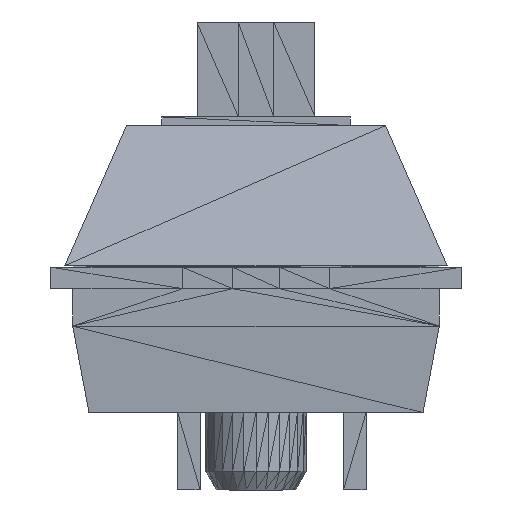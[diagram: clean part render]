
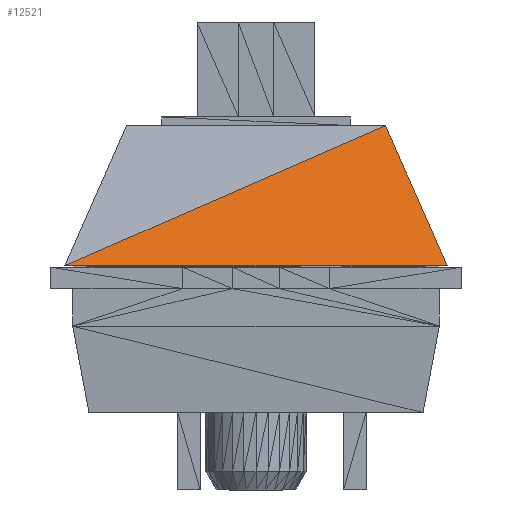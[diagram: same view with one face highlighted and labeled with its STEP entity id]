
A CAD part, front view. The second image highlights one B-rep face of the part: STEP entity #12521.
In plain terms, the highlighted planar face has unit normal (0, -0.938, 0.347).
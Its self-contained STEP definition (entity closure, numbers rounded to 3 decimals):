
#5987 = VERTEX_POINT('',#5988);
#5988 = CARTESIAN_POINT('',(4.935,-5.31,
    10.95));
#6002 = PLANE('',#6003);
#6003 = AXIS2_PLACEMENT_3D('',#6004,#6005,#6006);
#6004 = CARTESIAN_POINT('',(-1.815,-5.969,
    9.169));
#6005 = DIRECTION('',(0.,-0.938,0.347)
  );
#6006 = DIRECTION('',(0.,-0.347,-0.938));
#11944 = VERTEX_POINT('',#11945);
#11945 = CARTESIAN_POINT('',(-7.29,-7.29,
    5.6));
#12009 = PLANE('',#12010);
#12010 = AXIS2_PLACEMENT_3D('',#12011,#12012,#12013);
#12011 = CARTESIAN_POINT('',(0.03,-7.215,
    5.6));
#12012 = DIRECTION('',(0.,0.,-1.));
#12013 = DIRECTION('',(0.,-1.,0.));
#12025 = VERTEX_POINT('',#12026);
#12026 = CARTESIAN_POINT('',(7.29,-7.29,
    5.6));
#12051 = EDGE_CURVE('',#12025,#11944,#12052,.T.);
#12052 = SURFACE_CURVE('',#12053,(#12057,#12064),.PCURVE_S1.);
#12053 = LINE('',#12054,#12055);
#12054 = CARTESIAN_POINT('',(7.29,-7.29,
    5.6));
#12055 = VECTOR('',#12056,1.);
#12056 = DIRECTION('',(-1.,0.,0.));
#12057 = PCURVE('',#12009,#12058);
#12058 = DEFINITIONAL_REPRESENTATION('',(#12059),#12063);
#12059 = LINE('',#12060,#12061);
#12060 = CARTESIAN_POINT('',(0.075,-7.26));
#12061 = VECTOR('',#12062,1.);
#12062 = DIRECTION('',(0.,1.));
#12063 = ( GEOMETRIC_REPRESENTATION_CONTEXT(2) 
PARAMETRIC_REPRESENTATION_CONTEXT() REPRESENTATION_CONTEXT('2D SPACE',''
  ) );
#12064 = PCURVE('',#12065,#12070);
#12065 = PLANE('',#12066);
#12066 = AXIS2_PLACEMENT_3D('',#12067,#12068,#12069);
#12067 = CARTESIAN_POINT('',(0.638,-6.722,
    7.136));
#12068 = DIRECTION('',(0.,-0.938,0.347
    ));
#12069 = DIRECTION('',(0.,-0.347,-0.938));
#12070 = DEFINITIONAL_REPRESENTATION('',(#12071),#12074);
#12071 = B_SPLINE_CURVE_WITH_KNOTS('',1,(#12072,#12073),.UNSPECIFIED.,
  .F.,.F.,(2,2),(0.,14.58),.PIECEWISE_BEZIER_KNOTS.);
#12072 = CARTESIAN_POINT('',(1.638,6.652));
#12073 = CARTESIAN_POINT('',(1.638,-7.928));
#12074 = ( GEOMETRIC_REPRESENTATION_CONTEXT(2) 
PARAMETRIC_REPRESENTATION_CONTEXT() REPRESENTATION_CONTEXT('2D SPACE',''
  ) );
#12436 = PLANE('',#12437);
#12437 = AXIS2_PLACEMENT_3D('',#12438,#12439,#12440);
#12438 = CARTESIAN_POINT('',(5.705,-1.715,
    9.201));
#12439 = DIRECTION('',(0.915,0.,0.403
    ));
#12440 = DIRECTION('',(-0.403,0.,
    0.915));
#12501 = EDGE_CURVE('',#11944,#5987,#12502,.T.);
#12502 = SURFACE_CURVE('',#12503,(#12507,#12514),.PCURVE_S1.);
#12503 = LINE('',#12504,#12505);
#12504 = CARTESIAN_POINT('',(-7.29,-7.29,
    5.6));
#12505 = VECTOR('',#12506,1.);
#12506 = DIRECTION('',(0.906,0.147,0.397));
#12507 = PCURVE('',#6002,#12508);
#12508 = DEFINITIONAL_REPRESENTATION('',(#12509),#12513);
#12509 = LINE('',#12510,#12511);
#12510 = CARTESIAN_POINT('',(3.806,-5.475));
#12511 = VECTOR('',#12512,1.);
#12512 = DIRECTION('',(-0.423,0.906));
#12513 = ( GEOMETRIC_REPRESENTATION_CONTEXT(2) 
PARAMETRIC_REPRESENTATION_CONTEXT() REPRESENTATION_CONTEXT('2D SPACE',''
  ) );
#12514 = PCURVE('',#12065,#12515);
#12515 = DEFINITIONAL_REPRESENTATION('',(#12516),#12519);
#12516 = B_SPLINE_CURVE_WITH_KNOTS('',1,(#12517,#12518),.UNSPECIFIED.,
  .F.,.F.,(2,2),(0.,13.49),.PIECEWISE_BEZIER_KNOTS.);
#12517 = CARTESIAN_POINT('',(1.638,-7.928));
#12518 = CARTESIAN_POINT('',(-4.067,4.297));
#12519 = ( GEOMETRIC_REPRESENTATION_CONTEXT(2) 
PARAMETRIC_REPRESENTATION_CONTEXT() REPRESENTATION_CONTEXT('2D SPACE',''
  ) );
#12521 = ADVANCED_FACE('',(#12522),#12065,.T.);
#12522 = FACE_BOUND('',#12523,.T.);
#12523 = EDGE_LOOP('',(#12524,#12525,#12545));
#12524 = ORIENTED_EDGE('',*,*,#12051,.F.);
#12525 = ORIENTED_EDGE('',*,*,#12526,.T.);
#12526 = EDGE_CURVE('',#12025,#5987,#12527,.T.);
#12527 = SURFACE_CURVE('',#12528,(#12532,#12539),.PCURVE_S1.);
#12528 = LINE('',#12529,#12530);
#12529 = CARTESIAN_POINT('',(7.29,-7.29,
    5.6));
#12530 = VECTOR('',#12531,1.);
#12531 = DIRECTION('',(-0.382,0.321,0.867));
#12532 = PCURVE('',#12065,#12533);
#12533 = DEFINITIONAL_REPRESENTATION('',(#12534),#12538);
#12534 = LINE('',#12535,#12536);
#12535 = CARTESIAN_POINT('',(1.638,6.652));
#12536 = VECTOR('',#12537,1.);
#12537 = DIRECTION('',(-0.924,-0.382));
#12538 = ( GEOMETRIC_REPRESENTATION_CONTEXT(2) 
PARAMETRIC_REPRESENTATION_CONTEXT() REPRESENTATION_CONTEXT('2D SPACE',''
  ) );
#12539 = PCURVE('',#12436,#12540);
#12540 = DEFINITIONAL_REPRESENTATION('',(#12541),#12544);
#12541 = B_SPLINE_CURVE_WITH_KNOTS('',1,(#12542,#12543),.UNSPECIFIED.,
  .F.,.F.,(2,2),(0.,6.172),.PIECEWISE_BEZIER_KNOTS.);
#12542 = CARTESIAN_POINT('',(-3.934,5.575));
#12543 = CARTESIAN_POINT('',(1.911,3.595));
#12544 = ( GEOMETRIC_REPRESENTATION_CONTEXT(2) 
PARAMETRIC_REPRESENTATION_CONTEXT() REPRESENTATION_CONTEXT('2D SPACE',''
  ) );
#12545 = ORIENTED_EDGE('',*,*,#12501,.F.);
